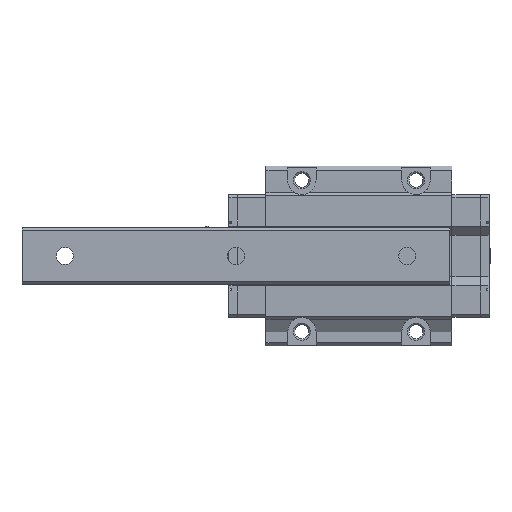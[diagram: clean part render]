
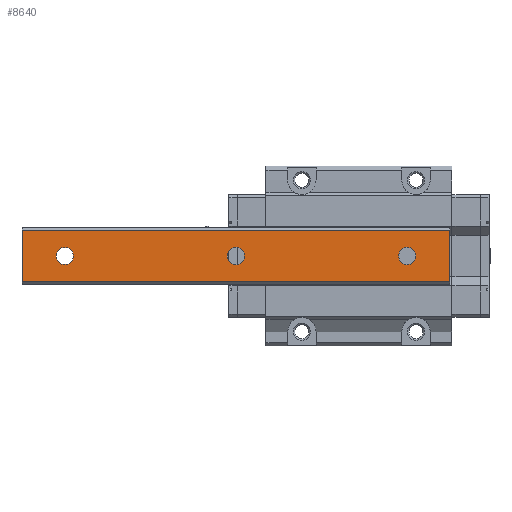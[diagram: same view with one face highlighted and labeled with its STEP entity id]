
A CAD part, front view. The second image highlights one B-rep face of the part: STEP entity #8640.
In plain terms, the highlighted planar face has unit normal (0, -1, 0).
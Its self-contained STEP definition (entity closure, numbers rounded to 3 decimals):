
#156=CIRCLE('',#9214,3.);
#157=CIRCLE('',#9215,3.);
#158=CIRCLE('',#9216,3.);
#442=ORIENTED_EDGE('',*,*,#2940,.F.);
#443=ORIENTED_EDGE('',*,*,#2941,.F.);
#444=ORIENTED_EDGE('',*,*,#2942,.F.);
#445=ORIENTED_EDGE('',*,*,#2943,.T.);
#446=ORIENTED_EDGE('',*,*,#2944,.F.);
#447=ORIENTED_EDGE('',*,*,#2945,.F.);
#448=ORIENTED_EDGE('',*,*,#2938,.T.);
#2938=EDGE_CURVE('',#4184,#4183,#5040,.T.);
#2940=EDGE_CURVE('',#4185,#4185,#156,.T.);
#2941=EDGE_CURVE('',#4186,#4186,#157,.T.);
#2942=EDGE_CURVE('',#4187,#4187,#158,.T.);
#2943=EDGE_CURVE('',#4183,#4188,#5042,.T.);
#2944=EDGE_CURVE('',#4189,#4188,#5043,.T.);
#2945=EDGE_CURVE('',#4184,#4189,#5044,.T.);
#4183=VERTEX_POINT('',#12373);
#4184=VERTEX_POINT('',#12375);
#4185=VERTEX_POINT('',#12379);
#4186=VERTEX_POINT('',#12381);
#4187=VERTEX_POINT('',#12383);
#4188=VERTEX_POINT('',#12385);
#4189=VERTEX_POINT('',#12387);
#5040=LINE('',#12374,#6070);
#5042=LINE('',#12384,#6072);
#5043=LINE('',#12386,#6073);
#5044=LINE('',#12388,#6074);
#6070=VECTOR('',#9945,1000.);
#6072=VECTOR('',#9955,1000.);
#6073=VECTOR('',#9956,1000.);
#6074=VECTOR('',#9957,1000.);
#7085=EDGE_LOOP('',(#442));
#7086=EDGE_LOOP('',(#443));
#7087=EDGE_LOOP('',(#444));
#7088=EDGE_LOOP('',(#445,#446,#447,#448));
#7669=FACE_BOUND('',#7085,.T.);
#7670=FACE_BOUND('',#7086,.T.);
#7671=FACE_BOUND('',#7087,.T.);
#7672=FACE_BOUND('',#7088,.T.);
#8252=PLANE('',#9213);
#8640=ADVANCED_FACE('',(#7669,#7670,#7671,#7672),#8252,.F.);
#9213=AXIS2_PLACEMENT_3D('',#12377,#9947,#9948);
#9214=AXIS2_PLACEMENT_3D('',#12378,#9949,#9950);
#9215=AXIS2_PLACEMENT_3D('',#12380,#9951,#9952);
#9216=AXIS2_PLACEMENT_3D('',#12382,#9953,#9954);
#9945=DIRECTION('',(-1.,0.,0.));
#9947=DIRECTION('',(0.,1.,0.));
#9948=DIRECTION('',(0.,0.,1.));
#9949=DIRECTION('',(0.,-1.,0.));
#9950=DIRECTION('',(0.,0.,-1.));
#9951=DIRECTION('',(0.,-1.,0.));
#9952=DIRECTION('',(0.,0.,-1.));
#9953=DIRECTION('',(0.,-1.,0.));
#9954=DIRECTION('',(0.,0.,-1.));
#9955=DIRECTION('',(0.,0.,-1.));
#9956=DIRECTION('',(-1.,0.,0.));
#9957=DIRECTION('',(0.,0.,-1.));
#12373=CARTESIAN_POINT('',(-75.,0.,9.));
#12374=CARTESIAN_POINT('',(75.,0.,9.));
#12375=CARTESIAN_POINT('',(75.,0.,9.));
#12377=CARTESIAN_POINT('',(75.,0.,9.));
#12378=CARTESIAN_POINT('',(0.,0.,0.));
#12379=CARTESIAN_POINT('',(0.,0.,-3.));
#12380=CARTESIAN_POINT('',(60.,0.,0.));
#12381=CARTESIAN_POINT('',(60.,0.,-3.));
#12382=CARTESIAN_POINT('',(-60.,0.,0.));
#12383=CARTESIAN_POINT('',(-60.,0.,-3.));
#12384=CARTESIAN_POINT('',(-75.,0.,9.));
#12385=CARTESIAN_POINT('',(-75.,0.,-9.));
#12386=CARTESIAN_POINT('',(75.,0.,-9.));
#12387=CARTESIAN_POINT('',(75.,0.,-9.));
#12388=CARTESIAN_POINT('',(75.,0.,9.));
